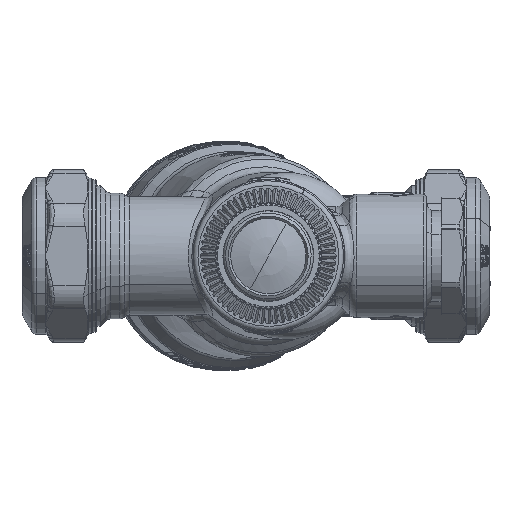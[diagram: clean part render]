
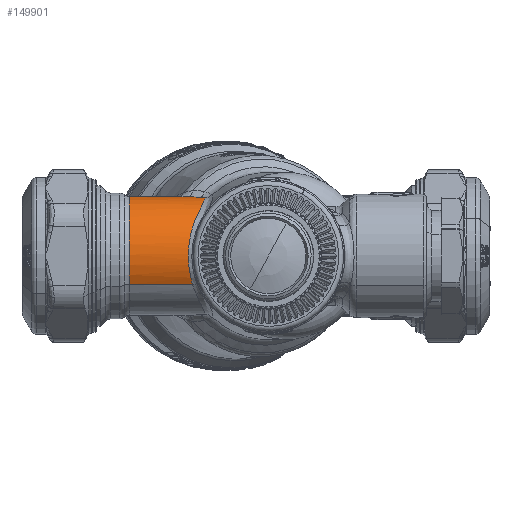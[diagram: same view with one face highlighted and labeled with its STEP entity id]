
A CAD part, front view. The second image highlights one B-rep face of the part: STEP entity #149901.
In plain terms, the highlighted cylindrical face has radius 12 mm (diameter 24 mm), a partial arc.
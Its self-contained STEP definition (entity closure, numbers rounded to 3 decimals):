
#125483=CARTESIAN_POINT('Axis2P3D Location',(-2.544,0.,0.)) ;
#141750=CARTESIAN_POINT('Control Point',(-13.659,-1.492,11.907)) ;
#141751=CARTESIAN_POINT('Control Point',(-13.586,-1.515,11.904)) ;
#141752=CARTESIAN_POINT('Control Point',(-13.515,-1.541,11.901)) ;
#141753=CARTESIAN_POINT('Control Point',(-13.447,-1.571,11.897)) ;
#141754=CARTESIAN_POINT('Control Point',(-13.261,-1.666,11.884)) ;
#141755=CARTESIAN_POINT('Control Point',(-13.109,-1.788,11.866)) ;
#141756=CARTESIAN_POINT('Control Point',(-13.028,-1.879,11.853)) ;
#141757=CARTESIAN_POINT('Control Point',(-12.955,-2.006,11.832)) ;
#141758=CARTESIAN_POINT('Control Point',(-12.921,-2.144,11.807)) ;
#141759=CARTESIAN_POINT('Control Point',(-12.915,-2.174,11.802)) ;
#141760=CARTESIAN_POINT('Control Point',(-12.911,-2.204,11.796)) ;
#141761=CARTESIAN_POINT('Control Point',(-12.909,-2.234,11.79)) ;
#141762=CARTESIAN_POINT('Vertex',(-13.659,-1.492,11.907)) ;
#141764=CARTESIAN_POINT('Vertex',(-12.909,-2.234,11.79)) ;
#141896=CARTESIAN_POINT('Control Point',(-15.341,-10.531,-5.753)) ;
#141897=CARTESIAN_POINT('Control Point',(-15.512,-10.838,-5.191)) ;
#141898=CARTESIAN_POINT('Control Point',(-15.668,-11.11,-4.603)) ;
#141899=CARTESIAN_POINT('Control Point',(-15.805,-11.345,-3.993)) ;
#141900=CARTESIAN_POINT('Control Point',(-16.101,-11.843,-2.37)) ;
#141901=CARTESIAN_POINT('Control Point',(-16.231,-12.052,-0.652)) ;
#141902=CARTESIAN_POINT('Control Point',(-16.238,-12.063,0.413)) ;
#141903=CARTESIAN_POINT('Control Point',(-16.108,-11.853,2.473)) ;
#141904=CARTESIAN_POINT('Control Point',(-15.734,-11.226,4.41)) ;
#141905=CARTESIAN_POINT('Control Point',(-15.502,-10.828,5.307)) ;
#141906=CARTESIAN_POINT('Control Point',(-14.908,-9.766,7.173)) ;
#141907=CARTESIAN_POINT('Control Point',(-14.217,-8.353,8.729)) ;
#141908=CARTESIAN_POINT('Control Point',(-13.836,-7.485,9.483)) ;
#141909=CARTESIAN_POINT('Control Point',(-13.282,-5.959,10.521)) ;
#141910=CARTESIAN_POINT('Control Point',(-12.959,-4.259,11.252)) ;
#141911=CARTESIAN_POINT('Control Point',(-12.882,-3.594,11.482)) ;
#141912=CARTESIAN_POINT('Control Point',(-12.863,-2.916,11.661)) ;
#141913=CARTESIAN_POINT('Control Point',(-12.909,-2.234,11.79)) ;
#141914=CARTESIAN_POINT('Vertex',(-15.341,-10.531,-5.753)) ;
#141940=CARTESIAN_POINT('Vertex',(-28.129,-10.531,-5.753)) ;
#141943=CARTESIAN_POINT('Axis2P3D Location',(-28.129,0.,0.)) ;
#141947=CARTESIAN_POINT('Vertex',(-28.129,10.531,5.753)) ;
#142321=CARTESIAN_POINT('Control Point',(-13.659,-1.492,11.907)) ;
#142322=CARTESIAN_POINT('Control Point',(-14.125,-1.343,11.926)) ;
#142323=CARTESIAN_POINT('Control Point',(-14.603,-1.188,11.943)) ;
#142324=CARTESIAN_POINT('Control Point',(-15.093,-1.027,11.958)) ;
#142325=CARTESIAN_POINT('Control Point',(-15.595,-0.861,11.97)) ;
#142326=CARTESIAN_POINT('Control Point',(-16.11,-0.688,11.98)) ;
#142327=CARTESIAN_POINT('Vertex',(-16.11,-0.688,11.98)) ;
#149853=CARTESIAN_POINT('Line Origine',(-2.5,10.531,5.753)) ;
#149857=CARTESIAN_POINT('Vertex',(-26.305,10.531,5.753)) ;
#149860=CARTESIAN_POINT('Line Origine',(-2.5,-10.531,-5.753)) ;
#149866=CARTESIAN_POINT('Control Point',(-16.11,-0.688,11.98)) ;
#149867=CARTESIAN_POINT('Control Point',(-16.987,-0.394,11.997)) ;
#149868=CARTESIAN_POINT('Control Point',(-17.827,0.069,12.017)) ;
#149869=CARTESIAN_POINT('Control Point',(-18.527,0.775,12.004)) ;
#149870=CARTESIAN_POINT('Control Point',(-18.945,1.605,11.892)) ;
#149871=CARTESIAN_POINT('Vertex',(-18.945,1.605,11.892)) ;
#149875=CARTESIAN_POINT('Control Point',(-26.305,10.531,5.753)) ;
#149876=CARTESIAN_POINT('Control Point',(-25.938,10.193,6.372)) ;
#149877=CARTESIAN_POINT('Control Point',(-25.522,9.802,6.979)) ;
#149878=CARTESIAN_POINT('Control Point',(-25.056,9.357,7.569)) ;
#149879=CARTESIAN_POINT('Control Point',(-24.244,8.558,8.475)) ;
#149880=CARTESIAN_POINT('Control Point',(-23.307,7.573,9.327)) ;
#149881=CARTESIAN_POINT('Control Point',(-22.946,7.184,9.632)) ;
#149882=CARTESIAN_POINT('Control Point',(-22.276,6.437,10.156)) ;
#149883=CARTESIAN_POINT('Control Point',(-21.549,5.559,10.648)) ;
#149884=CARTESIAN_POINT('Control Point',(-21.222,5.15,10.854)) ;
#149885=CARTESIAN_POINT('Control Point',(-20.596,4.329,11.219)) ;
#149886=CARTESIAN_POINT('Control Point',(-19.924,3.332,11.543)) ;
#149887=CARTESIAN_POINT('Control Point',(-19.607,2.832,11.68)) ;
#149888=CARTESIAN_POINT('Control Point',(-19.276,2.263,11.803)) ;
#149889=CARTESIAN_POINT('Control Point',(-18.945,1.605,11.892)) ;
#149855=VECTOR('Line Direction',#149854,1.) ;
#149862=VECTOR('Line Direction',#149861,1.) ;
#125484=DIRECTION('Axis2P3D Direction',(1.,0.,0.)) ;
#125485=DIRECTION('Axis2P3D XDirection',(0.,0.878,0.479)) ;
#141944=DIRECTION('Axis2P3D Direction',(1.,-0.,0.)) ;
#149854=DIRECTION('Vector Direction',(1.,0.,0.)) ;
#149861=DIRECTION('Vector Direction',(1.,0.,0.)) ;
#125486=AXIS2_PLACEMENT_3D('Cylinder Axis2P3D',#125483,#125484,#125485) ;
#141945=AXIS2_PLACEMENT_3D('Circle Axis2P3D',#141943,#141944,$) ;
#149856=LINE('Line',#149853,#149855) ;
#149863=LINE('Line',#149860,#149862) ;
#141946=CIRCLE('generated circle',#141945,12.) ;
#125487=CYLINDRICAL_SURFACE('generated cylinder',#125486,12.) ;
#141766=EDGE_CURVE('',#141763,#141765,#141749,.T.) ;
#141916=EDGE_CURVE('',#141765,#141915,#141895,.F.) ;
#141949=EDGE_CURVE('',#141941,#141948,#141946,.F.) ;
#142329=EDGE_CURVE('',#142328,#141763,#142320,.F.) ;
#149859=EDGE_CURVE('',#141948,#149858,#149856,.T.) ;
#149864=EDGE_CURVE('',#141941,#141915,#149863,.T.) ;
#149873=EDGE_CURVE('',#149872,#142328,#149865,.F.) ;
#149890=EDGE_CURVE('',#149858,#149872,#149874,.T.) ;
#149892=ORIENTED_EDGE('',*,*,#149859,.F.) ;
#149893=ORIENTED_EDGE('',*,*,#141949,.F.) ;
#149894=ORIENTED_EDGE('',*,*,#149864,.T.) ;
#149895=ORIENTED_EDGE('',*,*,#141916,.F.) ;
#149896=ORIENTED_EDGE('',*,*,#141766,.F.) ;
#149897=ORIENTED_EDGE('',*,*,#142329,.F.) ;
#149898=ORIENTED_EDGE('',*,*,#149873,.F.) ;
#149899=ORIENTED_EDGE('',*,*,#149890,.F.) ;
#149891=EDGE_LOOP('',(#149892,#149893,#149894,#149895,#149896,#149897,#149898,#149899)) ;
#141763=VERTEX_POINT('',#141762) ;
#141765=VERTEX_POINT('',#141764) ;
#141915=VERTEX_POINT('',#141914) ;
#141941=VERTEX_POINT('',#141940) ;
#141948=VERTEX_POINT('',#141947) ;
#142328=VERTEX_POINT('',#142327) ;
#149858=VERTEX_POINT('',#149857) ;
#149872=VERTEX_POINT('',#149871) ;
#149901=ADVANCED_FACE('PartBody',(#149900),#125487,.T.) ;
#141749=B_SPLINE_CURVE_WITH_KNOTS('',5,(#141750,#141751,#141752,#141753,#141754,#141755,#141756,#141757,#141758,#141759,#141760,#141761),.UNSPECIFIED.,.F.,.U.,(6,3,3,6),(12.442,13.424,15.305,15.813),.UNSPECIFIED.) ;
#141895=B_SPLINE_CURVE_WITH_KNOTS('',5,(#141896,#141897,#141898,#141899,#141900,#141901,#141902,#141903,#141904,#141905,#141906,#141907,#141908,#141909,#141910,#141911,#141912,#141913),.UNSPECIFIED.,.F.,.U.,(6,3,3,3,3,6),(20.229,25.077,32.733,40.03,48.945,54.365),.UNSPECIFIED.) ;
#142320=B_SPLINE_CURVE_WITH_KNOTS('',5,(#142321,#142322,#142323,#142324,#142325,#142326),.UNSPECIFIED.,.F.,.U.,(6,6),(19.044,26.729),.UNSPECIFIED.) ;
#149865=B_SPLINE_CURVE_WITH_KNOTS('',4,(#149866,#149867,#149868,#149869,#149870),.UNSPECIFIED.,.F.,.U.,(5,5),(9.783,14.147),.UNSPECIFIED.) ;
#149874=B_SPLINE_CURVE_WITH_KNOTS('',5,(#149875,#149876,#149877,#149878,#149879,#149880,#149881,#149882,#149883,#149884,#149885,#149886,#149887,#149888,#149889),.UNSPECIFIED.,.F.,.U.,(6,3,3,3,6),(0.,17.632,27.862,35.743,42.33),.UNSPECIFIED.) ;
#149900=FACE_OUTER_BOUND('',#149891,.T.) ;
